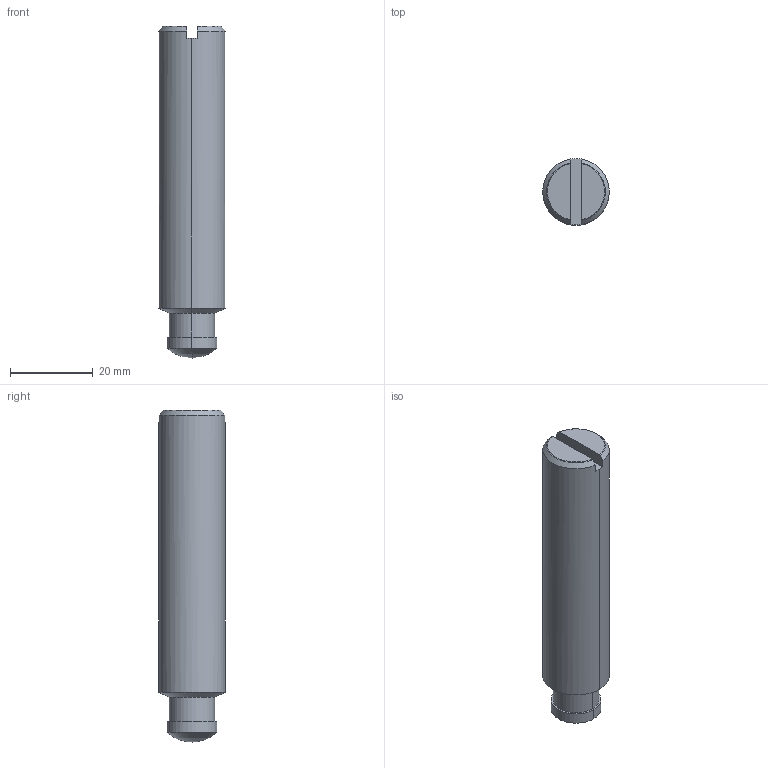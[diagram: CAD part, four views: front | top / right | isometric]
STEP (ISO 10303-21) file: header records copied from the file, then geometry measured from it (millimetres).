
FILE_DESCRIPTION(('STEP AP214'),'1');
FILE_NAME('HALDERN_EH_22540_1161.stp','2020-04-22T11:25:02',('TraceParts'),('TraceParts S.A.'),'Spatial InterOp 3D',' ',' ');
FILE_SCHEMA(('AUTOMOTIVE_DESIGN { 1 0 10303 214 1 1 1 1 }'));
Length unit declared in the file: millimetre
Products named in the file (1): HALDERN_EH_22540_1161
Bounding box: 16 x 16 x 80 mm (x, y, z)
Volume: 14694.5 mm3; surface area: 4232.1 mm2
Topology: 1 solids, 1 shells, 20 faces, 48 edges, 29 vertices
Faces by surface type: plane 6, cylinder 6, cone 6, sphere 2
Entity records: 963 total; most frequent: CARTESIAN_POINT 112, DIRECTION 102, ORIENTED_EDGE 92, STYLED_ITEM 64, PRESENTATION_STYLE_ASSIGNMENT 64, COLOUR_RGB 64, EDGE_CURVE 46, AXIS2_PLACEMENT_3D 43
